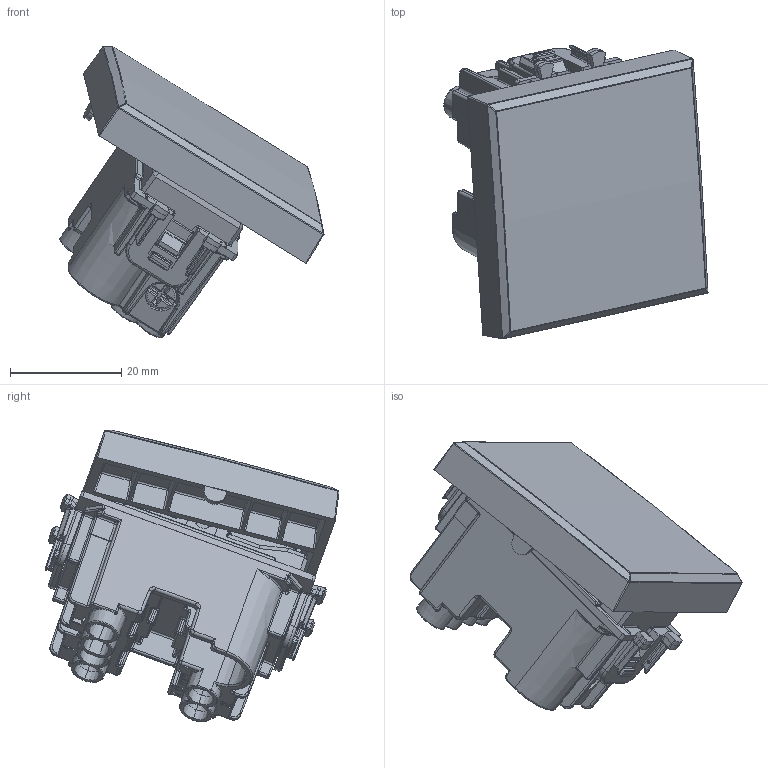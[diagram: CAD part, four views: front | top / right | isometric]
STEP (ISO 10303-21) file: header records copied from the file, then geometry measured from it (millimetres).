
FILE_DESCRIPTION(('CATIA V5 STEP Exchange'),'2;1');
FILE_NAME('442002-2.stp','2024-02-16T07:22:33+00:00',('none'),('none'),'CATIA Version 5-6 Release 2016 SP6','CATIA V5 STEP AP203','none');
FILE_SCHEMA(('CONFIG_CONTROL_DESIGN'));
Length unit declared in the file: millimetre
Products named in the file (1): 442002-2
Assembly tree (13 placements, depth 2):
  442002-2
    #57
    #55057  x2
    #56712  x3
    #58625  x3
    #59491
    #114496
    #146699
    #175732
Bounding box: 47.56 x 52.95 x 52.51 mm (x, y, z)
Volume: 18901.5 mm3; surface area: 26747.2 mm2
Topology: 15 solids, 15 shells, 4936 faces, 12919 edges, 7754 vertices
Faces by surface type: plane 2091, cylinder 1596, bspline 652, sphere 255, cone 192, torus 112, extrusion 34, revolution 4
Entity records: 178309 total; most frequent: CARTESIAN_POINT 78145, ORIENTED_EDGE 24046, DIRECTION 14754, EDGE_CURVE 12023, VERTEX_POINT 7364, VECTOR 6281, LINE 6247, AXIS2_PLACEMENT_3D 5058
